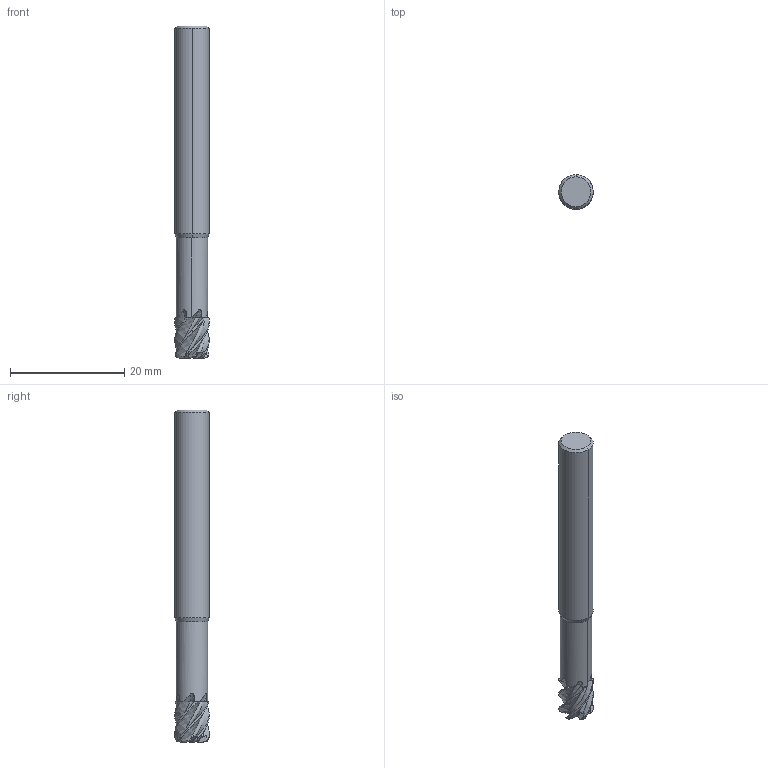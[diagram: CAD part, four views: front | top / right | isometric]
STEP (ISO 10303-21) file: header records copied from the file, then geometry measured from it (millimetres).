
FILE_DESCRIPTION(('no description'),'unknown implementation level');
FILE_NAME('K202253-6_0_8-Detail.stp',' ',('CIMSOURCE GmbH'),('CADClick - KiM GmbH - www.kimweb.de'),'unknown preprocess','ACIS','unknown authorization');
FILE_SCHEMA(('automotive_design'));
Length unit declared in the file: millimetre
Products named in the file (2): NOCUT; CUT
Bounding box: 6 x 6 x 58 mm (x, y, z)
Volume: 1483.1 mm3; surface area: 1319.4 mm2
Topology: 2 solids, 2 shells, 172 faces, 494 edges, 324 vertices
Faces by surface type: plane 74, bspline 48, cone 18, revolution 18, cylinder 8, torus 6
Entity records: 23121 total; most frequent: CARTESIAN_POINT 13596, STYLED_ITEM 992, PRESENTATION_STYLE_ASSIGNMENT 992, COLOUR_RGB 992, ORIENTED_EDGE 988, DIRECTION 636, EDGE_CURVE 494, CURVE_STYLE 494
